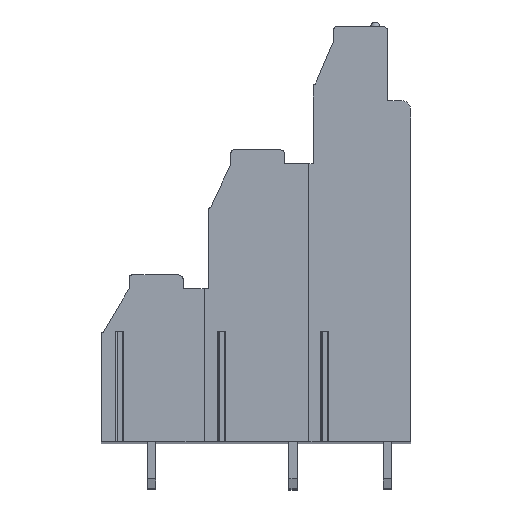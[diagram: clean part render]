
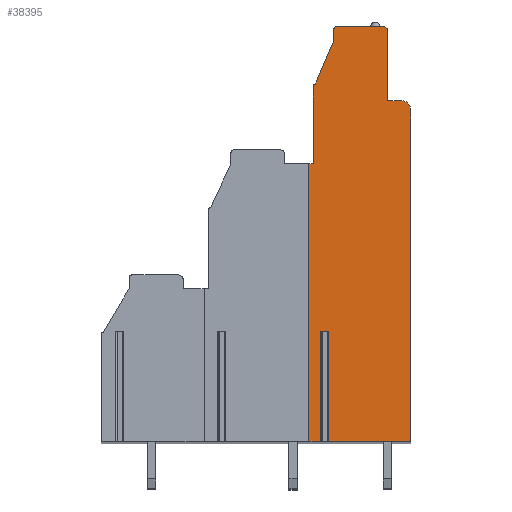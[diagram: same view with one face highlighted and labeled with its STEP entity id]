
A CAD part, top view. The second image highlights one B-rep face of the part: STEP entity #38395.
In plain terms, the highlighted planar face has unit normal (0, 0, 1).
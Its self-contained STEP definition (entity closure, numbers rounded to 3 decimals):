
#3857=DIRECTION('',(1.,0.,0.));
#3858=VECTOR('',#3857,0.856);
#3859=CARTESIAN_POINT('',(0.772,-18.05,109.22));
#3860=LINE('',#3859,#3858);
#3861=DIRECTION('',(0.,-1.,0.));
#3862=VECTOR('',#3861,11.95);
#3863=CARTESIAN_POINT('',(0.772,-18.05,109.22));
#3864=LINE('',#3863,#3862);
#3865=DIRECTION('',(1.,0.,0.));
#3866=VECTOR('',#3865,1.272);
#3867=CARTESIAN_POINT('',(-0.5,-30.,109.22));
#3868=LINE('',#3867,#3866);
#3869=DIRECTION('',(0.,1.,0.));
#3870=VECTOR('',#3869,30.);
#3871=CARTESIAN_POINT('',(-0.5,-30.,109.22));
#3872=LINE('',#3871,#3870);
#3873=DIRECTION('',(-1.,0.,0.));
#3874=VECTOR('',#3873,0.5);
#3875=CARTESIAN_POINT('',(0.,0.,109.22));
#3876=LINE('',#3875,#3874);
#3877=DIRECTION('',(0.,-1.,0.));
#3878=VECTOR('',#3877,8.4);
#3879=CARTESIAN_POINT('',(0.,8.4,109.22));
#3880=LINE('',#3879,#3878);
#3881=CARTESIAN_POINT('',(0.2,8.4,109.22));
#3882=DIRECTION('',(0.,0.,1.));
#3883=DIRECTION('',(0.,1.,0.));
#3884=AXIS2_PLACEMENT_3D('',#3881,#3882,#3883);
#3886=DIRECTION('',(-0.392,-0.92,0.));
#3887=VECTOR('',#3886,5.108);
#3888=CARTESIAN_POINT('',(2.2,13.3,109.22));
#3889=LINE('',#3888,#3887);
#3890=DIRECTION('',(0.,-1.,0.));
#3891=VECTOR('',#3890,1.2);
#3892=CARTESIAN_POINT('',(2.2,14.5,109.22));
#3893=LINE('',#3892,#3891);
#3894=CARTESIAN_POINT('',(2.5,14.5,109.22));
#3895=DIRECTION('',(0.,0.,1.));
#3896=DIRECTION('',(0.,1.,0.));
#3897=AXIS2_PLACEMENT_3D('',#3894,#3895,#3896);
#3899=DIRECTION('',(-1.,0.,0.));
#3900=VECTOR('',#3899,5.);
#3901=CARTESIAN_POINT('',(7.5,14.8,109.22));
#3902=LINE('',#3901,#3900);
#3903=CARTESIAN_POINT('',(7.5,14.3,109.22));
#3904=DIRECTION('',(0.,0.,1.));
#3905=DIRECTION('',(1.,0.,0.));
#3906=AXIS2_PLACEMENT_3D('',#3903,#3904,#3905);
#3908=DIRECTION('',(0.,1.,0.));
#3909=VECTOR('',#3908,7.5);
#3910=CARTESIAN_POINT('',(8.,6.8,109.22));
#3911=LINE('',#3910,#3909);
#3912=DIRECTION('',(-1.,0.,0.));
#3913=VECTOR('',#3912,1.5);
#3914=CARTESIAN_POINT('',(9.5,6.8,109.22));
#3915=LINE('',#3914,#3913);
#3916=CARTESIAN_POINT('',(9.5,5.8,109.22));
#3917=DIRECTION('',(0.,0.,1.));
#3918=DIRECTION('',(1.,0.,0.));
#3919=AXIS2_PLACEMENT_3D('',#3916,#3917,#3918);
#3921=DIRECTION('',(0.,1.,0.));
#3922=VECTOR('',#3921,35.8);
#3923=CARTESIAN_POINT('',(10.5,-30.,109.22));
#3924=LINE('',#3923,#3922);
#3925=DIRECTION('',(1.,0.,0.));
#3926=VECTOR('',#3925,8.872);
#3927=CARTESIAN_POINT('',(1.628,-30.,109.22));
#3928=LINE('',#3927,#3926);
#3929=DIRECTION('',(0.,-1.,0.));
#3930=VECTOR('',#3929,11.95);
#3931=CARTESIAN_POINT('',(1.628,-18.05,109.22));
#3932=LINE('',#3931,#3930);
#26276=CARTESIAN_POINT('',(10.5,-30.,109.22));
#26277=CARTESIAN_POINT('',(10.5,5.8,109.22));
#26278=VERTEX_POINT('',#26276);
#26279=VERTEX_POINT('',#26277);
#26280=CARTESIAN_POINT('',(9.5,6.8,109.22));
#26281=VERTEX_POINT('',#26280);
#26282=CARTESIAN_POINT('',(8.,6.8,109.22));
#26283=VERTEX_POINT('',#26282);
#26284=CARTESIAN_POINT('',(8.,14.3,109.22));
#26285=VERTEX_POINT('',#26284);
#26286=CARTESIAN_POINT('',(7.5,14.8,109.22));
#26287=VERTEX_POINT('',#26286);
#26288=CARTESIAN_POINT('',(2.5,14.8,109.22));
#26289=VERTEX_POINT('',#26288);
#26290=CARTESIAN_POINT('',(2.2,14.5,109.22));
#26291=VERTEX_POINT('',#26290);
#26292=CARTESIAN_POINT('',(2.2,13.3,109.22));
#26293=VERTEX_POINT('',#26292);
#26294=CARTESIAN_POINT('',(0.2,8.6,109.22));
#26295=VERTEX_POINT('',#26294);
#26296=CARTESIAN_POINT('',(0.,8.4,109.22));
#26297=VERTEX_POINT('',#26296);
#26298=CARTESIAN_POINT('',(0.,0.,109.22));
#26299=VERTEX_POINT('',#26298);
#26324=CARTESIAN_POINT('',(-0.5,-30.,109.22));
#26325=CARTESIAN_POINT('',(-0.5,0.,109.22));
#26326=VERTEX_POINT('',#26324);
#26327=VERTEX_POINT('',#26325);
#26384=CARTESIAN_POINT('',(0.772,-18.05,109.22));
#26385=CARTESIAN_POINT('',(1.628,-18.05,109.22));
#26386=VERTEX_POINT('',#26384);
#26387=VERTEX_POINT('',#26385);
#26392=CARTESIAN_POINT('',(0.772,-30.,109.22));
#26393=VERTEX_POINT('',#26392);
#26394=CARTESIAN_POINT('',(1.628,-30.,109.22));
#26395=VERTEX_POINT('',#26394);
#38354=CARTESIAN_POINT('',(0.,0.,109.22));
#38355=DIRECTION('',(0.,0.,1.));
#38356=DIRECTION('',(1.,0.,0.));
#38357=AXIS2_PLACEMENT_3D('',#38354,#38355,#38356);
#38358=PLANE('',#38357);
#38360=ORIENTED_EDGE('',*,*,#38359,.F.);
#38362=ORIENTED_EDGE('',*,*,#38361,.T.);
#38363=ORIENTED_EDGE('',*,*,#37619,.F.);
#38365=ORIENTED_EDGE('',*,*,#38364,.T.);
#38367=ORIENTED_EDGE('',*,*,#38366,.F.);
#38369=ORIENTED_EDGE('',*,*,#38368,.F.);
#38371=ORIENTED_EDGE('',*,*,#38370,.F.);
#38373=ORIENTED_EDGE('',*,*,#38372,.F.);
#38375=ORIENTED_EDGE('',*,*,#38374,.F.);
#38377=ORIENTED_EDGE('',*,*,#38376,.F.);
#38379=ORIENTED_EDGE('',*,*,#38378,.F.);
#38381=ORIENTED_EDGE('',*,*,#38380,.F.);
#38383=ORIENTED_EDGE('',*,*,#38382,.F.);
#38385=ORIENTED_EDGE('',*,*,#38384,.F.);
#38387=ORIENTED_EDGE('',*,*,#38386,.F.);
#38389=ORIENTED_EDGE('',*,*,#38388,.F.);
#38390=ORIENTED_EDGE('',*,*,#37635,.F.);
#38392=ORIENTED_EDGE('',*,*,#38391,.F.);
#38393=EDGE_LOOP('',(#38360,#38362,#38363,#38365,#38367,#38369,#38371,#38373,
#38375,#38377,#38379,#38381,#38383,#38385,#38387,#38389,#38390,#38392));
#38394=FACE_OUTER_BOUND('',#38393,.F.);
#38395=ADVANCED_FACE('',(#38394),#38358,.T.);
#3885=CIRCLE('',#3884,0.2);
#3898=CIRCLE('',#3897,0.3);
#3907=CIRCLE('',#3906,0.5);
#3920=CIRCLE('',#3919,1.);
#37619=EDGE_CURVE('',#26326,#26393,#3868,.T.);
#37635=EDGE_CURVE('',#26395,#26278,#3928,.T.);
#38359=EDGE_CURVE('',#26386,#26387,#3860,.T.);
#38361=EDGE_CURVE('',#26386,#26393,#3864,.T.);
#38364=EDGE_CURVE('',#26326,#26327,#3872,.T.);
#38366=EDGE_CURVE('',#26299,#26327,#3876,.T.);
#38368=EDGE_CURVE('',#26297,#26299,#3880,.T.);
#38370=EDGE_CURVE('',#26295,#26297,#3885,.T.);
#38372=EDGE_CURVE('',#26293,#26295,#3889,.T.);
#38374=EDGE_CURVE('',#26291,#26293,#3893,.T.);
#38376=EDGE_CURVE('',#26289,#26291,#3898,.T.);
#38378=EDGE_CURVE('',#26287,#26289,#3902,.T.);
#38380=EDGE_CURVE('',#26285,#26287,#3907,.T.);
#38382=EDGE_CURVE('',#26283,#26285,#3911,.T.);
#38384=EDGE_CURVE('',#26281,#26283,#3915,.T.);
#38386=EDGE_CURVE('',#26279,#26281,#3920,.T.);
#38388=EDGE_CURVE('',#26278,#26279,#3924,.T.);
#38391=EDGE_CURVE('',#26387,#26395,#3932,.T.);
